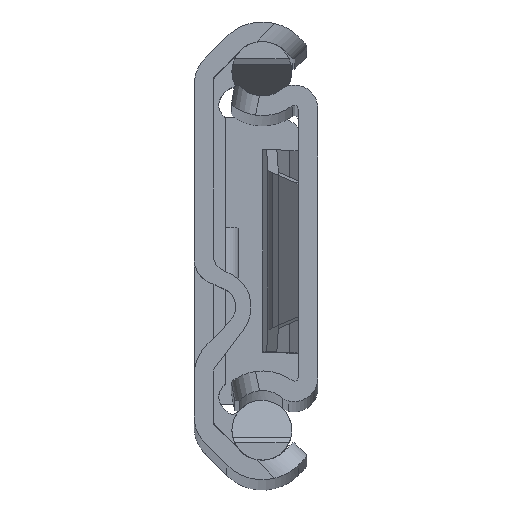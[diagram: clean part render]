
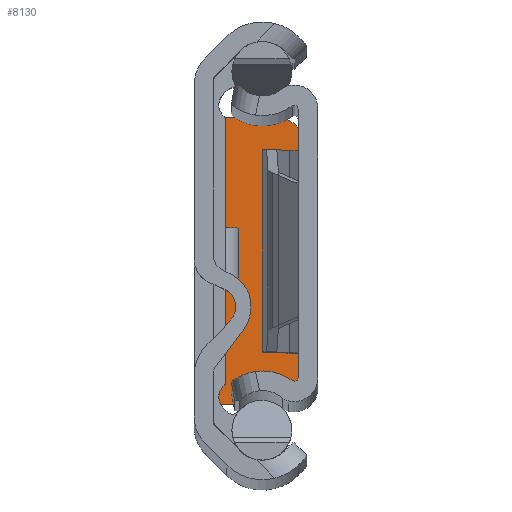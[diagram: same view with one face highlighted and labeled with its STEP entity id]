
A CAD part, top view. The second image highlights one B-rep face of the part: STEP entity #8130.
In plain terms, the highlighted planar face has unit normal (0, 0, 1).
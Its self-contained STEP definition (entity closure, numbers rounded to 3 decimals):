
#298 = CARTESIAN_POINT ( 'NONE',  ( 0., -11., -455.7 ) ) ;
#389 = VERTEX_POINT ( 'NONE', #13115 ) ;
#407 = DIRECTION ( 'NONE',  ( 0., 0., 1. ) ) ;
#517 = ORIENTED_EDGE ( 'NONE', *, *, #9091, .T. ) ;
#525 = DIRECTION ( 'NONE',  ( 0., 0., 1. ) ) ;
#725 = DIRECTION ( 'NONE',  ( -1., 0., 0. ) ) ;
#762 = EDGE_CURVE ( 'NONE', #7709, #389, #7819, .T. ) ;
#1127 = DIRECTION ( 'NONE',  ( -1., 0., 0. ) ) ;
#1264 = EDGE_CURVE ( 'NONE', #13446, #12673, #4612, .T. ) ;
#1886 = EDGE_CURVE ( 'NONE', #4660, #2445, #6401, .T. ) ;
#2158 = CARTESIAN_POINT ( 'NONE',  ( 6.9, -11., -455.7 ) ) ;
#2301 = CARTESIAN_POINT ( 'NONE',  ( 6.9, -11., -455.7 ) ) ;
#2445 = VERTEX_POINT ( 'NONE', #8886 ) ;
#2480 = EDGE_LOOP ( 'NONE', ( #7265, #5824, #5291, #517, #9283, #8430 ) ) ;
#2552 = DIRECTION ( 'NONE',  ( -1., 0., 0. ) ) ;
#2568 = DIRECTION ( 'NONE',  ( -1., 0., 0. ) ) ;
#3513 = CARTESIAN_POINT ( 'NONE',  ( 4.9, 9., -455.7 ) ) ;
#3641 = DIRECTION ( 'NONE',  ( -1., 0., 0. ) ) ;
#4612 = LINE ( 'NONE', #8778, #11152 ) ;
#4660 = VERTEX_POINT ( 'NONE', #11559 ) ;
#4837 = CARTESIAN_POINT ( 'NONE',  ( 6.9, -11., -455.7 ) ) ;
#5027 = AXIS2_PLACEMENT_3D ( 'NONE', #10112, #525, #725 ) ;
#5212 = EDGE_CURVE ( 'NONE', #12673, #389, #6468, .T. ) ;
#5291 = ORIENTED_EDGE ( 'NONE', *, *, #1886, .F. ) ;
#5824 = ORIENTED_EDGE ( 'NONE', *, *, #8421, .T. ) ;
#5896 = CIRCLE ( 'NONE', #5027, 2. ) ;
#6326 = DIRECTION ( 'NONE',  ( 0., 0., -1. ) ) ;
#6401 = LINE ( 'NONE', #2301, #10392 ) ;
#6466 = DIRECTION ( 'NONE',  ( 0., -1., 0. ) ) ;
#6468 = LINE ( 'NONE', #298, #7324 ) ;
#7265 = ORIENTED_EDGE ( 'NONE', *, *, #762, .F. ) ;
#7324 = VECTOR ( 'NONE', #10781, 1000. ) ;
#7709 = VERTEX_POINT ( 'NONE', #12515 ) ;
#7819 = LINE ( 'NONE', #4837, #11554 ) ;
#8120 = AXIS2_PLACEMENT_3D ( 'NONE', #3513, #407, #3641 ) ;
#8130 = ADVANCED_FACE ( 'NONE', ( #11456 ), #11530, .F. ) ;
#8421 = EDGE_CURVE ( 'NONE', #7709, #2445, #5896, .T. ) ;
#8430 = ORIENTED_EDGE ( 'NONE', *, *, #5212, .T. ) ;
#8550 = AXIS2_PLACEMENT_3D ( 'NONE', #2158, #6326, #1127 ) ;
#8556 = CARTESIAN_POINT ( 'NONE',  ( 4.9, 11., -455.7 ) ) ;
#8778 = CARTESIAN_POINT ( 'NONE',  ( 6.9, 11., -455.7 ) ) ;
#8886 = CARTESIAN_POINT ( 'NONE',  ( 6.9, -9., -455.7 ) ) ;
#9091 = EDGE_CURVE ( 'NONE', #4660, #13446, #11634, .T. ) ;
#9283 = ORIENTED_EDGE ( 'NONE', *, *, #1264, .T. ) ;
#9688 = CARTESIAN_POINT ( 'NONE',  ( 0., 11., -455.7 ) ) ;
#10112 = CARTESIAN_POINT ( 'NONE',  ( 4.9, -9., -455.7 ) ) ;
#10392 = VECTOR ( 'NONE', #6466, 1000. ) ;
#10781 = DIRECTION ( 'NONE',  ( 0., -1., 0. ) ) ;
#11152 = VECTOR ( 'NONE', #2552, 1000. ) ;
#11456 = FACE_OUTER_BOUND ( 'NONE', #2480, .T. ) ;
#11530 = PLANE ( 'NONE',  #8550 ) ;
#11554 = VECTOR ( 'NONE', #2568, 1000. ) ;
#11559 = CARTESIAN_POINT ( 'NONE',  ( 6.9, 9., -455.7 ) ) ;
#11634 = CIRCLE ( 'NONE', #8120, 2. ) ;
#12515 = CARTESIAN_POINT ( 'NONE',  ( 4.9, -11., -455.7 ) ) ;
#12673 = VERTEX_POINT ( 'NONE', #9688 ) ;
#13115 = CARTESIAN_POINT ( 'NONE',  ( 0., -11., -455.7 ) ) ;
#13446 = VERTEX_POINT ( 'NONE', #8556 ) ;
